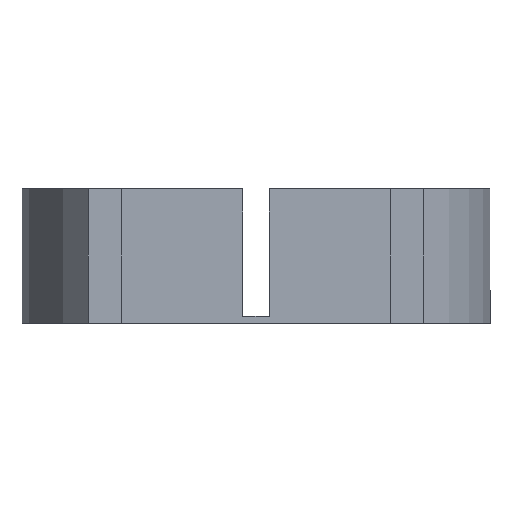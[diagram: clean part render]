
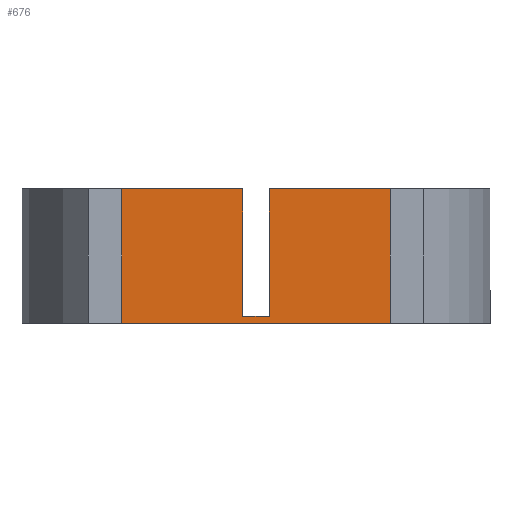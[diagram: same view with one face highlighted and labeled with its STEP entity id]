
A CAD part, front view. The second image highlights one B-rep face of the part: STEP entity #676.
In plain terms, the highlighted planar face has unit normal (0, -1, 0).
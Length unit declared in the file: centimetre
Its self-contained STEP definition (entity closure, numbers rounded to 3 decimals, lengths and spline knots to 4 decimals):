
#115=VECTOR('',#750,1.);
#120=VECTOR('',#756,1.);
#122=VECTOR('',#759,1.);
#126=VECTOR('',#764,1.);
#127=VECTOR('',#765,1.);
#128=VECTOR('',#766,1.);
#129=VECTOR('',#767,1.);
#159=LINE('',#871,#115);
#164=LINE('',#923,#120);
#166=LINE('',#949,#122);
#170=LINE('',#990,#126);
#171=LINE('',#992,#127);
#172=LINE('',#994,#128);
#173=LINE('',#996,#129);
#231=PLANE('',#711);
#255=VERTEX_POINT('',#870);
#256=VERTEX_POINT('',#872);
#265=VERTEX_POINT('',#922);
#266=VERTEX_POINT('',#924);
#275=VERTEX_POINT('',#991);
#276=VERTEX_POINT('',#993);
#277=VERTEX_POINT('',#995);
#278=VERTEX_POINT('',#997);
#327=EDGE_CURVE('',#256,#255,#159,.T.);
#337=EDGE_CURVE('',#266,#265,#164,.T.);
#342=EDGE_CURVE('',#255,#266,#166,.T.);
#351=EDGE_CURVE('',#265,#275,#170,.T.);
#352=EDGE_CURVE('',#276,#275,#171,.T.);
#353=EDGE_CURVE('',#277,#276,#172,.T.);
#354=EDGE_CURVE('',#277,#278,#173,.T.);
#355=EDGE_CURVE('',#278,#256,#170,.T.);
#444=ORIENTED_EDGE('',*,*,#327,.T.);
#445=ORIENTED_EDGE('',*,*,#342,.T.);
#446=ORIENTED_EDGE('',*,*,#337,.T.);
#447=ORIENTED_EDGE('',*,*,#351,.T.);
#448=ORIENTED_EDGE('',*,*,#352,.F.);
#449=ORIENTED_EDGE('',*,*,#353,.F.);
#450=ORIENTED_EDGE('',*,*,#354,.T.);
#451=ORIENTED_EDGE('',*,*,#355,.T.);
#592=EDGE_LOOP('',(#444,#445,#446,#447,#448,#449,#450,#451));
#637=FACE_BOUND('',#592,.T.);
#676=ADVANCED_FACE('',(#637),#231,.T.);
#711=AXIS2_PLACEMENT_3D('',#989,#763,$);
#750=DIRECTION('',(0.,0.,-1.));
#756=DIRECTION('',(0.,0.,1.));
#759=DIRECTION('',(-1.,0.,0.));
#763=DIRECTION('',(0.,-1.,0.));
#764=DIRECTION('',(-1.,0.,0.));
#765=DIRECTION('',(0.,0.,1.));
#766=DIRECTION('',(-1.,0.,0.));
#767=DIRECTION('',(0.,0.,1.));
#870=CARTESIAN_POINT('',(0.1,-2.5,-0.45));
#871=CARTESIAN_POINT('',(0.1,-2.5,0.));
#872=CARTESIAN_POINT('',(0.1,-2.5,0.5));
#922=CARTESIAN_POINT('',(-0.1,-2.5,0.5));
#923=CARTESIAN_POINT('',(-0.1,-2.5,0.));
#924=CARTESIAN_POINT('',(-0.1,-2.5,-0.45));
#949=CARTESIAN_POINT('',(0.,-2.5,-0.45));
#989=CARTESIAN_POINT('',(0.,-2.5,-0.5));
#990=CARTESIAN_POINT('',(1.,-2.5,0.5));
#991=CARTESIAN_POINT('',(-1.,-2.5,0.5));
#992=CARTESIAN_POINT('',(-1.,-2.5,-0.5));
#993=CARTESIAN_POINT('',(-1.,-2.5,-0.5));
#994=CARTESIAN_POINT('',(1.,-2.5,-0.5));
#995=CARTESIAN_POINT('',(1.,-2.5,-0.5));
#996=CARTESIAN_POINT('',(1.,-2.5,-0.5));
#997=CARTESIAN_POINT('',(1.,-2.5,0.5));
